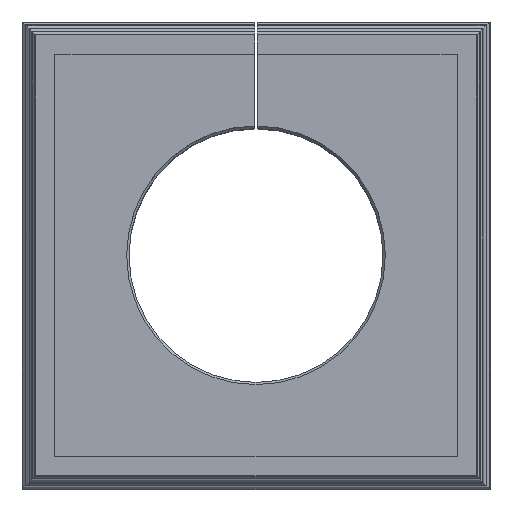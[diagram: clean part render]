
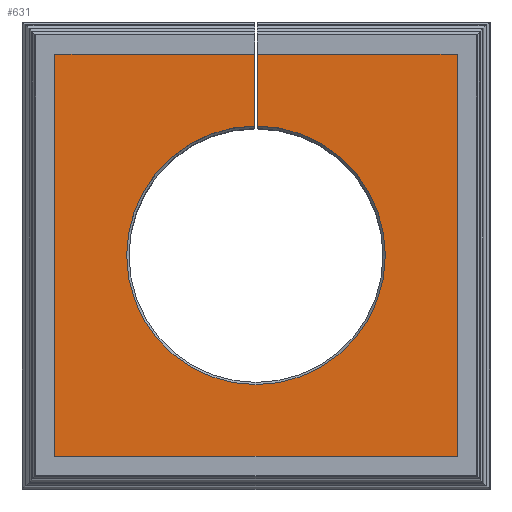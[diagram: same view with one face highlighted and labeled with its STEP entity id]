
A CAD part, top view. The second image highlights one B-rep face of the part: STEP entity #631.
In plain terms, the highlighted planar face has unit normal (0, 0, 1).
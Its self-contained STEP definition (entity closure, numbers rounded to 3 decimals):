
#100=FACE_OUTER_BOUND('',#871,.T.);
#192=LINE('',#2887,#397);
#292=LINE('',#3088,#497);
#293=LINE('',#3091,#498);
#294=LINE('',#3093,#499);
#295=LINE('',#3095,#500);
#296=LINE('',#3097,#501);
#297=LINE('',#3098,#502);
#397=VECTOR('',#2266,1.);
#497=VECTOR('',#2450,1.);
#498=VECTOR('',#2451,1.);
#499=VECTOR('',#2452,1.);
#500=VECTOR('',#2453,1.);
#501=VECTOR('',#2454,1.);
#502=VECTOR('',#2455,1.);
#631=ADVANCED_FACE('',(#100),#742,.T.);
#742=PLANE('',#2144);
#787=CIRCLE('',#2143,5.5);
#871=EDGE_LOOP('',(#1190,#1191,#1192,#1193,#1194,#1195,#1196,#1197));
#1190=ORIENTED_EDGE('',*,*,#1869,.F.);
#1191=ORIENTED_EDGE('',*,*,#1870,.T.);
#1192=ORIENTED_EDGE('',*,*,#1871,.T.);
#1193=ORIENTED_EDGE('',*,*,#1872,.T.);
#1194=ORIENTED_EDGE('',*,*,#1873,.T.);
#1195=ORIENTED_EDGE('',*,*,#1767,.T.);
#1196=ORIENTED_EDGE('',*,*,#1874,.F.);
#1197=ORIENTED_EDGE('',*,*,#1875,.F.);
#1573=VERTEX_POINT('',#2885);
#1575=VERTEX_POINT('',#2888);
#1634=VERTEX_POINT('',#3089);
#1635=VERTEX_POINT('',#3090);
#1636=VERTEX_POINT('',#3092);
#1637=VERTEX_POINT('',#3094);
#1638=VERTEX_POINT('',#3096);
#1639=VERTEX_POINT('',#3099);
#1767=EDGE_CURVE('',#1575,#1573,#192,.T.);
#1869=EDGE_CURVE('',#1634,#1635,#292,.T.);
#1870=EDGE_CURVE('',#1634,#1636,#293,.T.);
#1871=EDGE_CURVE('',#1636,#1637,#294,.T.);
#1872=EDGE_CURVE('',#1637,#1638,#295,.T.);
#1873=EDGE_CURVE('',#1638,#1575,#296,.T.);
#1874=EDGE_CURVE('',#1639,#1573,#297,.T.);
#1875=EDGE_CURVE('',#1635,#1639,#787,.T.);
#2143=AXIS2_PLACEMENT_3D('',#3100,#2456,#2457);
#2144=AXIS2_PLACEMENT_3D('',#3101,#2458,#2459);
#2266=DIRECTION('',(-1.,0.,0.));
#2450=DIRECTION('',(0.,-1.,0.));
#2451=DIRECTION('',(-1.,0.,0.));
#2452=DIRECTION('',(0.,-1.,0.));
#2453=DIRECTION('',(1.,0.,0.));
#2454=DIRECTION('',(0.,1.,0.));
#2455=DIRECTION('',(0.,1.,0.));
#2456=DIRECTION('',(0.,0.,1.));
#2457=DIRECTION('',(1.,0.,0.));
#2458=DIRECTION('',(0.,0.,1.));
#2459=DIRECTION('',(-1.,0.,0.));
#2885=CARTESIAN_POINT('',(0.05,8.55,17.7));
#2887=CARTESIAN_POINT('',(8.55,8.55,17.7));
#2888=CARTESIAN_POINT('',(8.55,8.55,17.7));
#3088=CARTESIAN_POINT('',(-0.05,0.,17.7));
#3089=CARTESIAN_POINT('',(-0.05,8.55,17.7));
#3090=CARTESIAN_POINT('',(-0.05,5.5,17.7));
#3091=CARTESIAN_POINT('',(8.55,8.55,17.7));
#3092=CARTESIAN_POINT('',(-8.55,8.55,17.7));
#3093=CARTESIAN_POINT('',(-8.55,8.55,17.7));
#3094=CARTESIAN_POINT('',(-8.55,-8.55,17.7));
#3095=CARTESIAN_POINT('',(-8.55,-8.55,17.7));
#3096=CARTESIAN_POINT('',(8.55,-8.55,17.7));
#3097=CARTESIAN_POINT('',(8.55,-8.55,17.7));
#3098=CARTESIAN_POINT('',(0.05,0.,17.7));
#3099=CARTESIAN_POINT('',(0.05,5.5,17.7));
#3100=CARTESIAN_POINT('',(0.,0.,17.7));
#3101=CARTESIAN_POINT('',(0.,0.,17.7));
